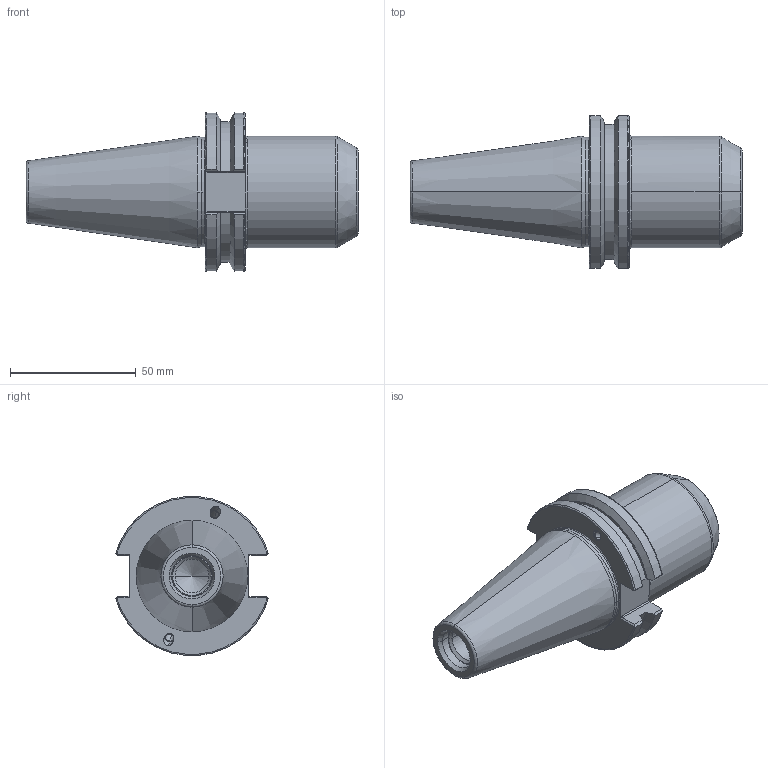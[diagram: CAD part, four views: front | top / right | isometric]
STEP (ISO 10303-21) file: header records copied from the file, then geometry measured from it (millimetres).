
FILE_DESCRIPTION((''),'2;1');
FILE_NAME('CAT40ADB-HC3_4S-2_52-154750','2018-07-06T',('user'),(''),'PRO/ENGINEER BY PARAMETRIC TECHNOLOGY CORPORATION, 2015200','PRO/ENGINEER BY PARAMETRIC TECHNOLOGY CORPORATION, 2015200','');
FILE_SCHEMA(('CONFIG_CONTROL_DESIGN'));
Length unit declared in the file: millimetre
Products named in the file (1): CAT40ADB-HC3_4S-2_52-154750
Bounding box: 132.25 x 60.84 x 63.27 mm (x, y, z)
Volume: 155701.9 mm3; surface area: 31105.7 mm2
Topology: 1 solids, 6 shells, 150 faces, 385 edges, 240 vertices
Faces by surface type: cylinder 54, plane 49, cone 26, torus 17, bspline 4
Entity records: 4861 total; most frequent: CARTESIAN_POINT 1273, DIRECTION 733, ORIENTED_EDGE 726, EDGE_CURVE 373, AXIS2_PLACEMENT_3D 284, VERTEX_POINT 240, EDGE_LOOP 169, VECTOR 165
